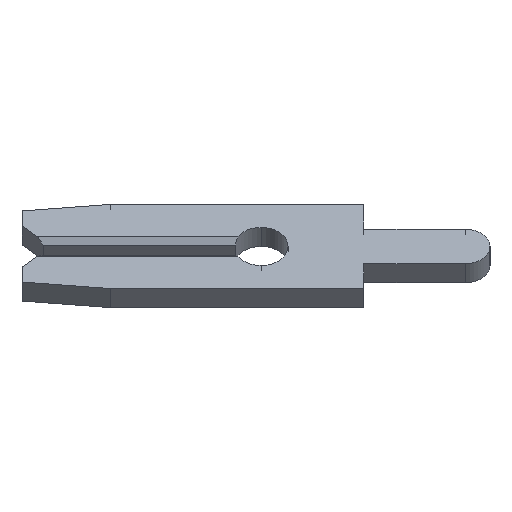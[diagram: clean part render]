
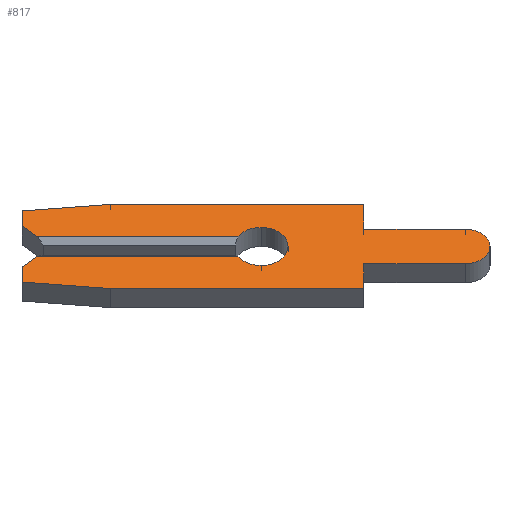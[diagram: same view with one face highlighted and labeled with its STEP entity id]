
A CAD part, left-side view. The second image highlights one B-rep face of the part: STEP entity #817.
In plain terms, the highlighted face is planar.
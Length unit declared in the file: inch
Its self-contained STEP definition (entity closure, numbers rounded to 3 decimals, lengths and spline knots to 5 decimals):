
#12 = VECTOR ( 'NONE', #307, 39.37008 ) ;
#13 = VERTEX_POINT ( 'NONE', #820 ) ;
#18 = CARTESIAN_POINT ( 'NONE',  ( -0.013, -0.099, 0.0235 ) ) ;
#23 = LINE ( 'NONE', #540, #12 ) ;
#27 = VERTEX_POINT ( 'NONE', #296 ) ;
#31 = CARTESIAN_POINT ( 'NONE',  ( -0.013, -0.099, -0.0575 ) ) ;
#39 = EDGE_CURVE ( 'NONE', #76, #394, #527, .T. ) ;
#50 = DIRECTION ( 'NONE',  ( 0., 0., -1. ) ) ;
#56 = LINE ( 'NONE', #1255, #476 ) ;
#57 = VERTEX_POINT ( 'NONE', #923 ) ;
#59 = ORIENTED_EDGE ( 'NONE', *, *, #1338, .F. ) ;
#63 = VECTOR ( 'NONE', #849, 39.37008 ) ;
#74 = CARTESIAN_POINT ( 'NONE',  ( -0.013, 0.231, 0.028 ) ) ;
#76 = VERTEX_POINT ( 'NONE', #430 ) ;
#77 = CARTESIAN_POINT ( 'NONE',  ( -0.013, -0.099, 0.0575 ) ) ;
#87 = LINE ( 'NONE', #749, #331 ) ;
#104 = CARTESIAN_POINT ( 'NONE',  ( -0.013, 0., 0. ) ) ;
#106 = CIRCLE ( 'NONE', #582, 0.026 ) ;
#114 = CARTESIAN_POINT ( 'NONE',  ( -0.013, 0., 0.026 ) ) ;
#120 = VECTOR ( 'NONE', #1279, 39.37008 ) ;
#132 = EDGE_CURVE ( 'NONE', #717, #188, #56, .T. ) ;
#137 = VERTEX_POINT ( 'NONE', #781 ) ;
#153 = CIRCLE ( 'NONE', #239, 0.0235 ) ;
#164 = CARTESIAN_POINT ( 'NONE',  ( -0.013, 0.231, -0.04857 ) ) ;
#166 = DIRECTION ( 'NONE',  ( 0., 0., -1. ) ) ;
#177 = EDGE_CURVE ( 'NONE', #57, #1223, #1192, .T. ) ;
#182 = EDGE_CURVE ( 'NONE', #13, #1009, #23, .T. ) ;
#187 = VECTOR ( 'NONE', #195, 39.37008 ) ;
#188 = VERTEX_POINT ( 'NONE', #846 ) ;
#189 = VERTEX_POINT ( 'NONE', #114 ) ;
#195 = DIRECTION ( 'NONE',  ( 0., -1., 0. ) ) ;
#218 = EDGE_CURVE ( 'NONE', #189, #1223, #441, .T. ) ;
#226 = VECTOR ( 'NONE', #655, 39.37008 ) ;
#232 = CARTESIAN_POINT ( 'NONE',  ( -0.013, -0.1975, 0. ) ) ;
#239 = AXIS2_PLACEMENT_3D ( 'NONE', #232, #1286, #1271 ) ;
#251 = VECTOR ( 'NONE', #855, 39.37008 ) ;
#267 = CARTESIAN_POINT ( 'NONE',  ( -0.013, -0.1975, 0.0235 ) ) ;
#287 = ORIENTED_EDGE ( 'NONE', *, *, #371, .F. ) ;
#295 = DIRECTION ( 'NONE',  ( -1., 0., 0. ) ) ;
#296 = CARTESIAN_POINT ( 'NONE',  ( -0.013, 0.02252, -0.013 ) ) ;
#307 = DIRECTION ( 'NONE',  ( 0., -0.707, 0.707 ) ) ;
#331 = VECTOR ( 'NONE', #1262, 39.37008 ) ;
#335 = LINE ( 'NONE', #969, #1063 ) ;
#367 = LINE ( 'NONE', #978, #439 ) ;
#371 = EDGE_CURVE ( 'NONE', #918, #461, #633, .T. ) ;
#376 = CARTESIAN_POINT ( 'NONE',  ( -0.013, 0., -0.026 ) ) ;
#394 = VERTEX_POINT ( 'NONE', #753 ) ;
#414 = ORIENTED_EDGE ( 'NONE', *, *, #39, .F. ) ;
#421 = CARTESIAN_POINT ( 'NONE',  ( -0.013, 0.216, -0.013 ) ) ;
#424 = CARTESIAN_POINT ( 'NONE',  ( -0.013, 0.146, -0.0575 ) ) ;
#428 = ORIENTED_EDGE ( 'NONE', *, *, #466, .F. ) ;
#430 = CARTESIAN_POINT ( 'NONE',  ( -0.013, -0.099, 0.0575 ) ) ;
#435 = CARTESIAN_POINT ( 'NONE',  ( -0.013, -0.099, -0.0575 ) ) ;
#436 = DIRECTION ( 'NONE',  ( 0., -1., 0. ) ) ;
#437 = EDGE_CURVE ( 'NONE', #832, #1026, #153, .T. ) ;
#439 = VECTOR ( 'NONE', #985, 39.37008 ) ;
#441 = CIRCLE ( 'NONE', #1275, 0.026 ) ;
#447 = LINE ( 'NONE', #18, #641 ) ;
#459 = ORIENTED_EDGE ( 'NONE', *, *, #1065, .F. ) ;
#461 = VERTEX_POINT ( 'NONE', #31 ) ;
#462 = ORIENTED_EDGE ( 'NONE', *, *, #474, .F. ) ;
#466 = EDGE_CURVE ( 'NONE', #719, #935, #1172, .T. ) ;
#474 = EDGE_CURVE ( 'NONE', #57, #137, #335, .T. ) ;
#476 = VECTOR ( 'NONE', #642, 39.37008 ) ;
#478 = ORIENTED_EDGE ( 'NONE', *, *, #218, .F. ) ;
#513 = VECTOR ( 'NONE', #545, 39.37008 ) ;
#527 = LINE ( 'NONE', #77, #1025 ) ;
#529 = EDGE_LOOP ( 'NONE', ( #1117, #478, #966, #459, #59, #1083, #1291, #428, #624, #287, #1329, #686, #1153, #414, #668, #1135, #774, #462 ) ) ;
#536 = CARTESIAN_POINT ( 'NONE',  ( -0.013, 0.231, -0.028 ) ) ;
#540 = CARTESIAN_POINT ( 'NONE',  ( -0.013, 0.2105, -0.0075 ) ) ;
#545 = DIRECTION ( 'NONE',  ( 0., 0.995, 0.105 ) ) ;
#582 = AXIS2_PLACEMENT_3D ( 'NONE', #1230, #295, #1028 ) ;
#599 = CARTESIAN_POINT ( 'NONE',  ( -0.013, -0.099, -0.0235 ) ) ;
#601 = EDGE_CURVE ( 'NONE', #1026, #918, #367, .T. ) ;
#618 = CARTESIAN_POINT ( 'NONE',  ( -0.013, 0., 0. ) ) ;
#624 = ORIENTED_EDGE ( 'NONE', *, *, #1165, .F. ) ;
#633 = LINE ( 'NONE', #435, #120 ) ;
#641 = VECTOR ( 'NONE', #436, 39.37008 ) ;
#642 = DIRECTION ( 'NONE',  ( 0., -0.995, 0.105 ) ) ;
#646 = CARTESIAN_POINT ( 'NONE',  ( -0.013, 0.231, 0.013 ) ) ;
#655 = DIRECTION ( 'NONE',  ( 0., 0., 1. ) ) ;
#662 = DIRECTION ( 'NONE',  ( 0., 0.707, 0.707 ) ) ;
#668 = ORIENTED_EDGE ( 'NONE', *, *, #1181, .F. ) ;
#675 = AXIS2_PLACEMENT_3D ( 'NONE', #618, #908, #166 ) ;
#686 = ORIENTED_EDGE ( 'NONE', *, *, #437, .F. ) ;
#717 = VERTEX_POINT ( 'NONE', #784 ) ;
#719 = VERTEX_POINT ( 'NONE', #1307 ) ;
#733 = VERTEX_POINT ( 'NONE', #376 ) ;
#735 = DIRECTION ( 'NONE',  ( 0., 0., -1. ) ) ;
#743 = CARTESIAN_POINT ( 'NONE',  ( -0.013, 0., -0.013 ) ) ;
#749 = CARTESIAN_POINT ( 'NONE',  ( -0.013, 0.146, 0.0575 ) ) ;
#753 = CARTESIAN_POINT ( 'NONE',  ( -0.013, -0.099, 0.0235 ) ) ;
#760 = CARTESIAN_POINT ( 'NONE',  ( -0.013, 0.02252, 0.013 ) ) ;
#774 = ORIENTED_EDGE ( 'NONE', *, *, #822, .F. ) ;
#781 = CARTESIAN_POINT ( 'NONE',  ( -0.013, 0.231, 0.028 ) ) ;
#784 = CARTESIAN_POINT ( 'NONE',  ( -0.013, 0.231, 0.04857 ) ) ;
#801 = AXIS2_PLACEMENT_3D ( 'NONE', #854, #927, #735 ) ;
#802 = PLANE ( 'NONE',  #675 ) ;
#816 = VECTOR ( 'NONE', #1339, 39.37008 ) ;
#817 = ADVANCED_FACE ( 'NONE', ( #1288 ), #802, .F. ) ;
#820 = CARTESIAN_POINT ( 'NONE',  ( -0.013, 0.231, -0.028 ) ) ;
#822 = EDGE_CURVE ( 'NONE', #137, #717, #1149, .T. ) ;
#828 = CARTESIAN_POINT ( 'NONE',  ( -0.013, -0.1975, -0.0235 ) ) ;
#832 = VERTEX_POINT ( 'NONE', #267 ) ;
#843 = DIRECTION ( 'NONE',  ( -1., 0., 0. ) ) ;
#846 = CARTESIAN_POINT ( 'NONE',  ( -0.013, 0.146, 0.0575 ) ) ;
#849 = DIRECTION ( 'NONE',  ( 0., -1., 0. ) ) ;
#854 = CARTESIAN_POINT ( 'NONE',  ( -0.013, 0., 0. ) ) ;
#855 = DIRECTION ( 'NONE',  ( 0., 1., 0. ) ) ;
#908 = DIRECTION ( 'NONE',  ( 1., 0., 0. ) ) ;
#914 = CIRCLE ( 'NONE', #801, 0.026 ) ;
#918 = VERTEX_POINT ( 'NONE', #599 ) ;
#923 = CARTESIAN_POINT ( 'NONE',  ( -0.013, 0.216, 0.013 ) ) ;
#927 = DIRECTION ( 'NONE',  ( -1., 0., 0. ) ) ;
#935 = VERTEX_POINT ( 'NONE', #164 ) ;
#953 = CARTESIAN_POINT ( 'NONE',  ( -0.013, 0.231, -0.04857 ) ) ;
#966 = ORIENTED_EDGE ( 'NONE', *, *, #1085, .F. ) ;
#969 = CARTESIAN_POINT ( 'NONE',  ( -0.013, 0.2105, 0.0075 ) ) ;
#978 = CARTESIAN_POINT ( 'NONE',  ( -0.013, -0.099, -0.0235 ) ) ;
#985 = DIRECTION ( 'NONE',  ( 0., 1., 0. ) ) ;
#1009 = VERTEX_POINT ( 'NONE', #421 ) ;
#1025 = VECTOR ( 'NONE', #1106, 39.37008 ) ;
#1026 = VERTEX_POINT ( 'NONE', #828 ) ;
#1028 = DIRECTION ( 'NONE',  ( 0., 0., -1. ) ) ;
#1063 = VECTOR ( 'NONE', #662, 39.37008 ) ;
#1065 = EDGE_CURVE ( 'NONE', #27, #733, #106, .T. ) ;
#1083 = ORIENTED_EDGE ( 'NONE', *, *, #182, .F. ) ;
#1085 = EDGE_CURVE ( 'NONE', #733, #189, #914, .T. ) ;
#1106 = DIRECTION ( 'NONE',  ( 0., 0., -1. ) ) ;
#1113 = LINE ( 'NONE', #424, #251 ) ;
#1117 = ORIENTED_EDGE ( 'NONE', *, *, #177, .T. ) ;
#1135 = ORIENTED_EDGE ( 'NONE', *, *, #132, .F. ) ;
#1149 = LINE ( 'NONE', #74, #816 ) ;
#1153 = ORIENTED_EDGE ( 'NONE', *, *, #1253, .F. ) ;
#1165 = EDGE_CURVE ( 'NONE', #461, #719, #1113, .T. ) ;
#1172 = LINE ( 'NONE', #953, #513 ) ;
#1181 = EDGE_CURVE ( 'NONE', #188, #76, #87, .T. ) ;
#1192 = LINE ( 'NONE', #646, #187 ) ;
#1208 = EDGE_CURVE ( 'NONE', #935, #13, #1248, .T. ) ;
#1223 = VERTEX_POINT ( 'NONE', #760 ) ;
#1230 = CARTESIAN_POINT ( 'NONE',  ( -0.013, 0., 0. ) ) ;
#1248 = LINE ( 'NONE', #536, #226 ) ;
#1253 = EDGE_CURVE ( 'NONE', #394, #832, #447, .T. ) ;
#1255 = CARTESIAN_POINT ( 'NONE',  ( -0.013, 0.231, 0.04857 ) ) ;
#1262 = DIRECTION ( 'NONE',  ( 0., -1., 0. ) ) ;
#1271 = DIRECTION ( 'NONE',  ( 0., 0., 1. ) ) ;
#1275 = AXIS2_PLACEMENT_3D ( 'NONE', #104, #843, #50 ) ;
#1279 = DIRECTION ( 'NONE',  ( 0., 0., -1. ) ) ;
#1286 = DIRECTION ( 'NONE',  ( 1., 0., 0. ) ) ;
#1288 = FACE_OUTER_BOUND ( 'NONE', #529, .T. ) ;
#1291 = ORIENTED_EDGE ( 'NONE', *, *, #1208, .F. ) ;
#1307 = CARTESIAN_POINT ( 'NONE',  ( -0.013, 0.146, -0.0575 ) ) ;
#1329 = ORIENTED_EDGE ( 'NONE', *, *, #601, .F. ) ;
#1338 = EDGE_CURVE ( 'NONE', #1009, #27, #1355, .T. ) ;
#1339 = DIRECTION ( 'NONE',  ( 0., 0., 1. ) ) ;
#1355 = LINE ( 'NONE', #743, #63 ) ;
